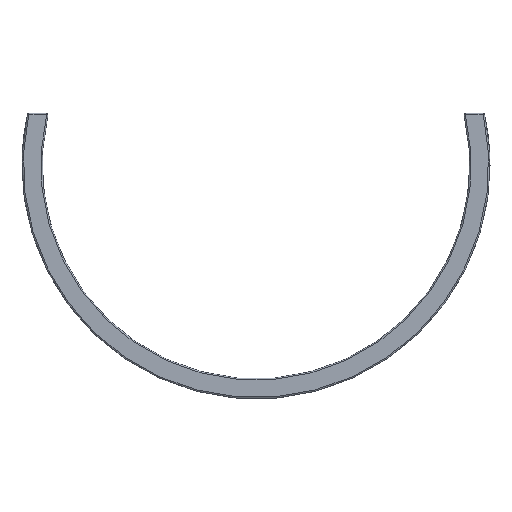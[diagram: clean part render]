
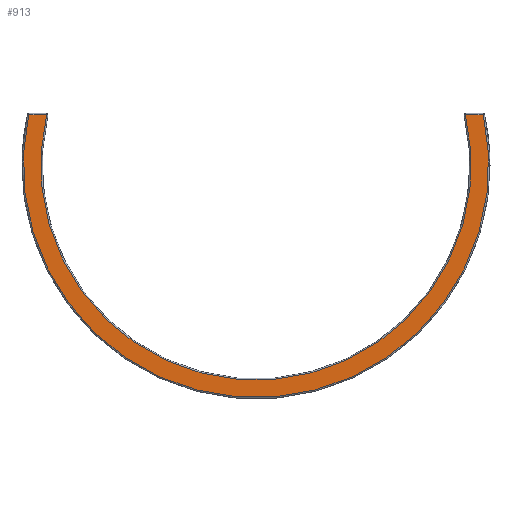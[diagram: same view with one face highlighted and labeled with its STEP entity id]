
A CAD part, front view. The second image highlights one B-rep face of the part: STEP entity #913.
In plain terms, the highlighted planar face has unit normal (0, -1, 0).
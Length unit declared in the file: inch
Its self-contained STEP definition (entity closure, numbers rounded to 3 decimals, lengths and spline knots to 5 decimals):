
#74=PLANE('',#1029);
#105=LINE('',#1875,#137);
#106=LINE('',#1877,#138);
#137=VECTOR('',#1235,0.3937);
#138=VECTOR('',#1238,0.3937);
#201=FACE_OUTER_BOUND('',#275,.T.);
#275=EDGE_LOOP('',(#725,#726,#727,#728));
#320=CIRCLE('',#969,4.3);
#341=CIRCLE('',#1003,4.65);
#389=VERTEX_POINT('',#1379);
#392=VERTEX_POINT('',#1384);
#423=VERTEX_POINT('',#1639);
#424=VERTEX_POINT('',#1641);
#472=EDGE_CURVE('',#392,#389,#320,.T.);
#515=EDGE_CURVE('',#423,#424,#341,.T.);
#547=EDGE_CURVE('',#424,#392,#105,.T.);
#548=EDGE_CURVE('',#389,#423,#106,.T.);
#725=ORIENTED_EDGE('',*,*,#472,.F.);
#726=ORIENTED_EDGE('',*,*,#547,.F.);
#727=ORIENTED_EDGE('',*,*,#515,.F.);
#728=ORIENTED_EDGE('',*,*,#548,.F.);
#913=ADVANCED_FACE('',(#201),#74,.F.);
#969=AXIS2_PLACEMENT_3D('',#1386,#1101,#1102);
#1003=AXIS2_PLACEMENT_3D('',#1642,#1179,#1180);
#1029=AXIS2_PLACEMENT_3D('',#1876,#1236,#1237);
#1101=DIRECTION('center_axis',(0.,-1.,0.));
#1102=DIRECTION('ref_axis',(0.,0.,-1.));
#1179=DIRECTION('center_axis',(0.,1.,0.));
#1180=DIRECTION('ref_axis',(0.,0.,-1.));
#1235=DIRECTION('',(1.,0.,0.));
#1236=DIRECTION('center_axis',(0.,1.,0.));
#1237=DIRECTION('ref_axis',(1.,0.,0.));
#1238=DIRECTION('',(1.,0.,0.));
#1379=CARTESIAN_POINT('',(4.18117,0.,1.00389));
#1384=CARTESIAN_POINT('',(-4.18117,0.,1.00389));
#1386=CARTESIAN_POINT('Origin',(0.,0.,0.));
#1639=CARTESIAN_POINT('',(4.54034,0.,1.00389));
#1641=CARTESIAN_POINT('',(-4.54034,0.,1.00389));
#1642=CARTESIAN_POINT('Origin',(0.,0.,0.));
#1875=CARTESIAN_POINT('',(-2.28019,0.,1.00389));
#1876=CARTESIAN_POINT('Origin',(0.,0.,-1.82306));
#1877=CARTESIAN_POINT('',(2.07467,0.,1.00389));
